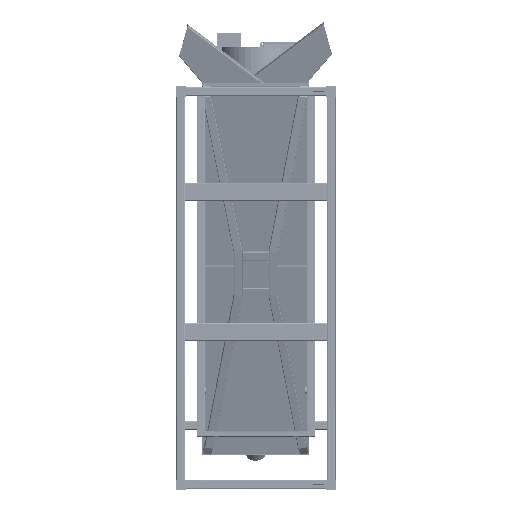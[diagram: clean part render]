
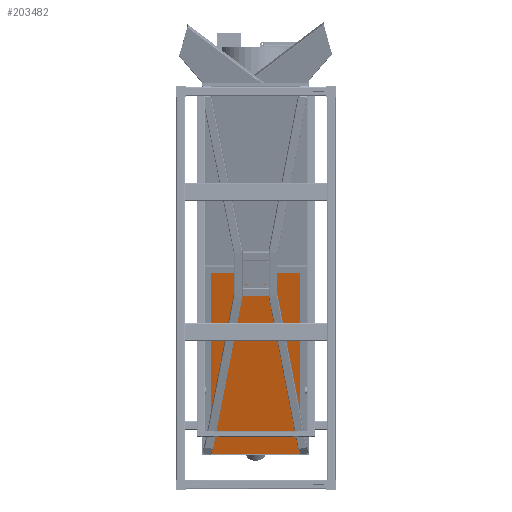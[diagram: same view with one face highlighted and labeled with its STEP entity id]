
A CAD part, front view. The second image highlights one B-rep face of the part: STEP entity #203482.
In plain terms, the highlighted free-form (B-spline) face has degree [1, 1] with [2, 2] control points.
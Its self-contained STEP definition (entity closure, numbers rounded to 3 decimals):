
#203384 = VERTEX_POINT('',#203385);
#203385 = CARTESIAN_POINT('',(837.58,1025.741,
    2628.895));
#203390 = EDGE_CURVE('',#203384,#203391,#203393,.T.);
#203391 = VERTEX_POINT('',#203392);
#203392 = CARTESIAN_POINT('',(1680.258,1025.741,
    2628.895));
#203393 = B_SPLINE_CURVE_WITH_KNOTS('',1,(#203394,#203395),
  .UNSPECIFIED.,.F.,.F.,(2,2),(0.,590.),.PIECEWISE_BEZIER_KNOTS.);
#203394 = CARTESIAN_POINT('',(837.58,1025.741,
    2628.895));
#203395 = CARTESIAN_POINT('',(1680.258,1025.741,
    2628.895));
#203418 = VERTEX_POINT('',#203419);
#203419 = CARTESIAN_POINT('',(837.58,1433.061,
    1111.52));
#203424 = EDGE_CURVE('',#203384,#203418,#203425,.T.);
#203425 = B_SPLINE_CURVE_WITH_KNOTS('',1,(#203426,#203427),
  .UNSPECIFIED.,.F.,.F.,(2,2),(0.,1100.),.PIECEWISE_BEZIER_KNOTS.);
#203426 = CARTESIAN_POINT('',(837.58,1025.741,
    2628.895));
#203427 = CARTESIAN_POINT('',(837.58,1433.061,
    1111.52));
#203446 = VERTEX_POINT('',#203447);
#203447 = CARTESIAN_POINT('',(1680.258,1433.061,
    1111.52));
#203452 = EDGE_CURVE('',#203418,#203446,#203453,.T.);
#203453 = B_SPLINE_CURVE_WITH_KNOTS('',1,(#203454,#203455),
  .UNSPECIFIED.,.F.,.F.,(2,2),(0.,590.),.PIECEWISE_BEZIER_KNOTS.);
#203454 = CARTESIAN_POINT('',(837.58,1433.061,
    1111.52));
#203455 = CARTESIAN_POINT('',(1680.258,1433.061,
    1111.52));
#203472 = EDGE_CURVE('',#203446,#203391,#203473,.T.);
#203473 = B_SPLINE_CURVE_WITH_KNOTS('',1,(#203474,#203475),
  .UNSPECIFIED.,.F.,.F.,(2,2),(0.,1100.),.PIECEWISE_BEZIER_KNOTS.);
#203474 = CARTESIAN_POINT('',(1680.258,1433.061,
    1111.52));
#203475 = CARTESIAN_POINT('',(1680.258,1025.741,
    2628.895));
#203482 = ADVANCED_FACE('',(#203483),#203489,.T.);
#203483 = FACE_BOUND('',#203484,.T.);
#203484 = EDGE_LOOP('',(#203485,#203486,#203487,#203488));
#203485 = ORIENTED_EDGE('',*,*,#203390,.F.);
#203486 = ORIENTED_EDGE('',*,*,#203424,.T.);
#203487 = ORIENTED_EDGE('',*,*,#203452,.T.);
#203488 = ORIENTED_EDGE('',*,*,#203472,.T.);
#203489 = B_SPLINE_SURFACE_WITH_KNOTS('',1,1,(
    (#203490,#203491)
    ,(#203492,#203493
  )),.UNSPECIFIED.,.F.,.F.,.F.,(2,2),(2,2),(-590.,0.),(0.,1100.),
  .PIECEWISE_BEZIER_KNOTS.);
#203490 = CARTESIAN_POINT('',(1680.258,1025.741,
    2628.895));
#203491 = CARTESIAN_POINT('',(1680.258,1433.061,
    1111.52));
#203492 = CARTESIAN_POINT('',(837.58,1025.741,
    2628.895));
#203493 = CARTESIAN_POINT('',(837.58,1433.061,
    1111.52));
